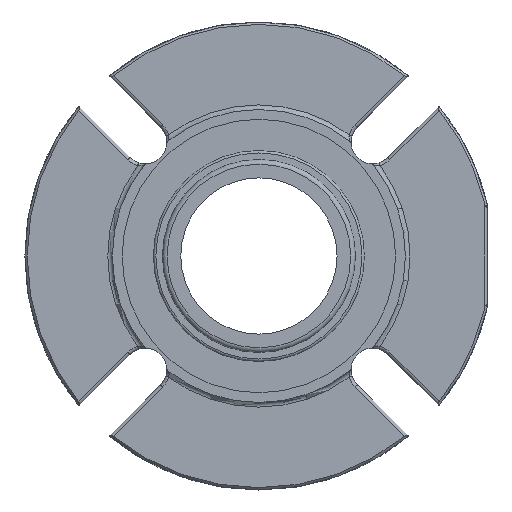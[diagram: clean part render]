
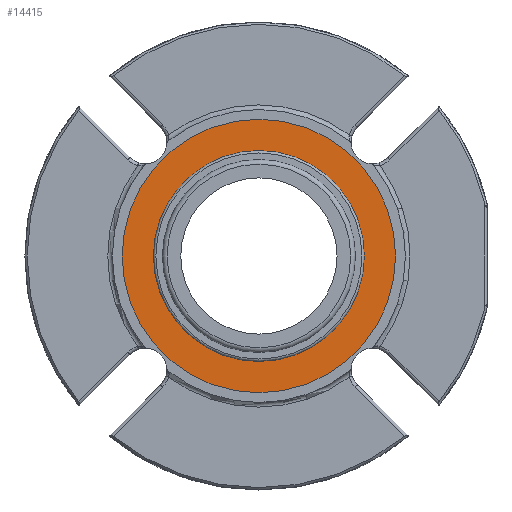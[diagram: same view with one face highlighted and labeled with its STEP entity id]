
A CAD part, left-side view. The second image highlights one B-rep face of the part: STEP entity #14415.
In plain terms, the highlighted planar face has unit normal (-1, 0, 0).
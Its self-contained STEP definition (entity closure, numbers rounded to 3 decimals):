
#1889=PLANE('',#15398);
#4333=ORIENTED_EDGE('',*,*,#6094,.T.);
#4334=ORIENTED_EDGE('',*,*,#6093,.F.);
#6093=EDGE_CURVE('',#7115,#7115,#7746,.F.);
#6094=EDGE_CURVE('',#7116,#7116,#7747,.T.);
#7115=VERTEX_POINT('',#24916);
#7116=VERTEX_POINT('',#24919);
#7746=CIRCLE('',#15397,34.29);
#7747=CIRCLE('',#15399,44.45);
#8409=EDGE_LOOP('',(#4333));
#8410=EDGE_LOOP('',(#4334));
#9138=FACE_BOUND('',#8409,.T.);
#9139=FACE_BOUND('',#8410,.T.);
#14415=ADVANCED_FACE('',(#9138,#9139),#1889,.F.);
#15397=AXIS2_PLACEMENT_3D('',#24915,#17780,#17781);
#15398=AXIS2_PLACEMENT_3D('',#24917,#17782,#17783);
#15399=AXIS2_PLACEMENT_3D('',#24918,#17784,#17785);
#17780=DIRECTION('',(1.,0.,0.));
#17781=DIRECTION('',(0.,1.,0.));
#17782=DIRECTION('',(1.,0.,0.));
#17783=DIRECTION('',(0.,0.,1.));
#17784=DIRECTION('',(-1.,0.,0.));
#17785=DIRECTION('',(0.,0.,-1.));
#24915=CARTESIAN_POINT('',(-0.508,0.,0.));
#24916=CARTESIAN_POINT('',(-0.508,34.29,0.));
#24917=CARTESIAN_POINT('',(-0.508,0.,-44.45));
#24918=CARTESIAN_POINT('',(-0.508,0.,0.));
#24919=CARTESIAN_POINT('',(-0.508,0.,-44.45));
